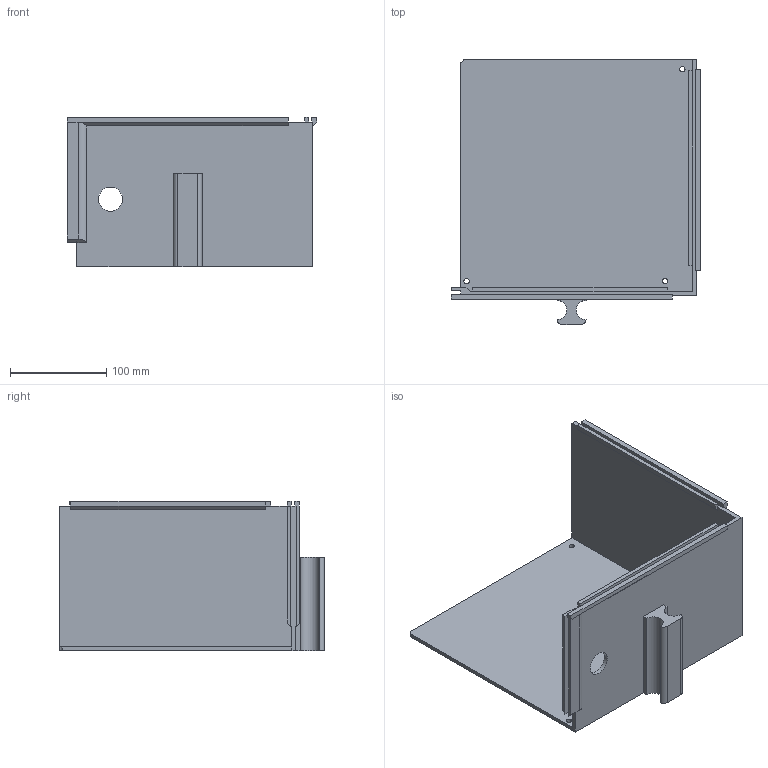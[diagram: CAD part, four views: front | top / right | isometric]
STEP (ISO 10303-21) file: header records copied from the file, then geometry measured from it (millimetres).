
FILE_DESCRIPTION(/* description */ (''),/* implementation_level */ '2;1');
FILE_NAME(/* name */ 'box front right.step',/* time_stamp */ '2023-06-26T20:15:54-05:00',/* author */ (''),/* organization */ (''),/* preprocessor_version */ 'ST-DEVELOPER v19.2',/* originating_system */ 'Autodesk Translation Framework v12.6.0.85',/* authorisation */ '');
FILE_SCHEMA (('AUTOMOTIVE_DESIGN { 1 0 10303 214 3 1 1 }'));
Length unit declared in the file: millimetre
Products named in the file (1): Candy Claw 3D render
Bounding box: 259.2 x 275 x 155 mm (x, y, z)
Volume: 641426.2 mm3; surface area: 297477.6 mm2
Topology: 1 solids, 1 shells, 571 faces, 1399 edges, 931 vertices
Faces by surface type: plane 554, cylinder 17
Full cylindrical faces by diameter (mm): 5.5 x3, 10 x1, 25 x1
Entity records: 16509 total; most frequent: CARTESIAN_POINT 2902, ORIENTED_EDGE 2798, DIRECTION 2581, EDGE_CURVE 1399, LINE 1361, VECTOR 1361, VERTEX_POINT 931, EDGE_LOOP 680
